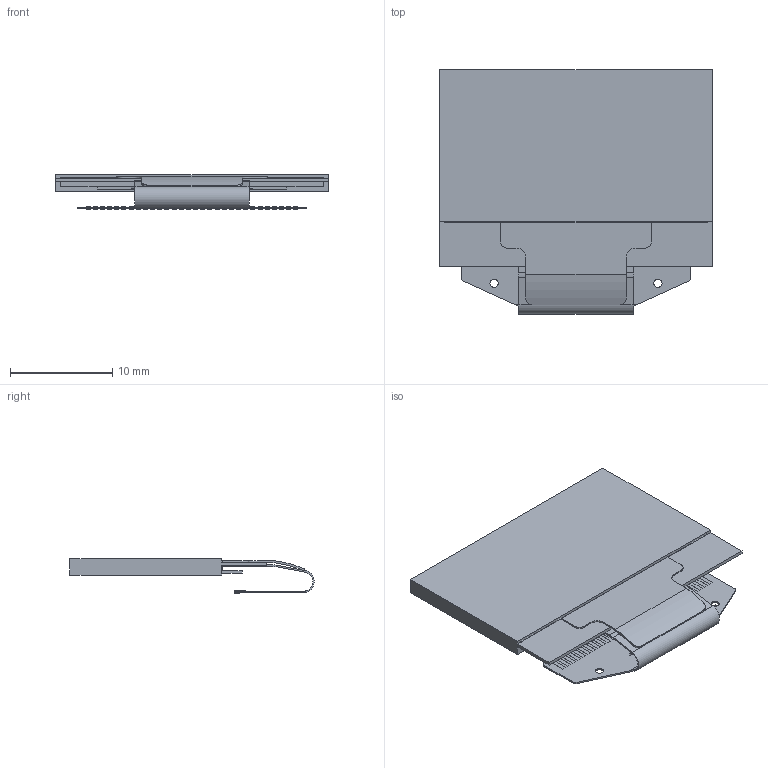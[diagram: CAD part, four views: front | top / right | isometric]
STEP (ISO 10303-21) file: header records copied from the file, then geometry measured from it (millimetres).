
FILE_DESCRIPTION(/* description */ (''),/* implementation_level */ '2;1');
FILE_NAME(/* name */ 'OLED.step',/* time_stamp */ '2022-06-02T13:04:49+03:00',/* author */ (''),/* organization */ (''),/* preprocessor_version */ 'ST-DEVELOPER v19',/* originating_system */ 'Autodesk Translation Framework v11.7.0.108',/* authorisation */ '');
FILE_SCHEMA (('AUTOMOTIVE_DESIGN { 1 0 10303 214 3 1 1 }'));
Length unit declared in the file: millimetre
Products named in the file (4): (Unsaved); 0.96 OLED - Flat Reverse (1); 0.96 OLED - Glass; 0.96 OLED - Flat Reverse
Assembly tree (3 placements, depth 3):
  (Unsaved)
    0.96 OLED - Flat Reverse (1)
      0.96 OLED - Glass
      0.96 OLED - Flat Reverse
Bounding box: 26.64 x 23.84 x 3.34 mm (x, y, z)
Volume: 1116 mm3; surface area: 2759.9 mm2
Topology: 2 solids, 22 shells, 580 faces, 1464 edges, 932 vertices
Faces by surface type: plane 515, bspline 47, cylinder 18
Full cylindrical faces by diameter (mm): 0.8 x2
Entity records: 19017 total; most frequent: CARTESIAN_POINT 4904, ORIENTED_EDGE 2928, DIRECTION 2480, EDGE_CURVE 1464, LINE 1316, VECTOR 1316, VERTEX_POINT 932, EDGE_LOOP 602
